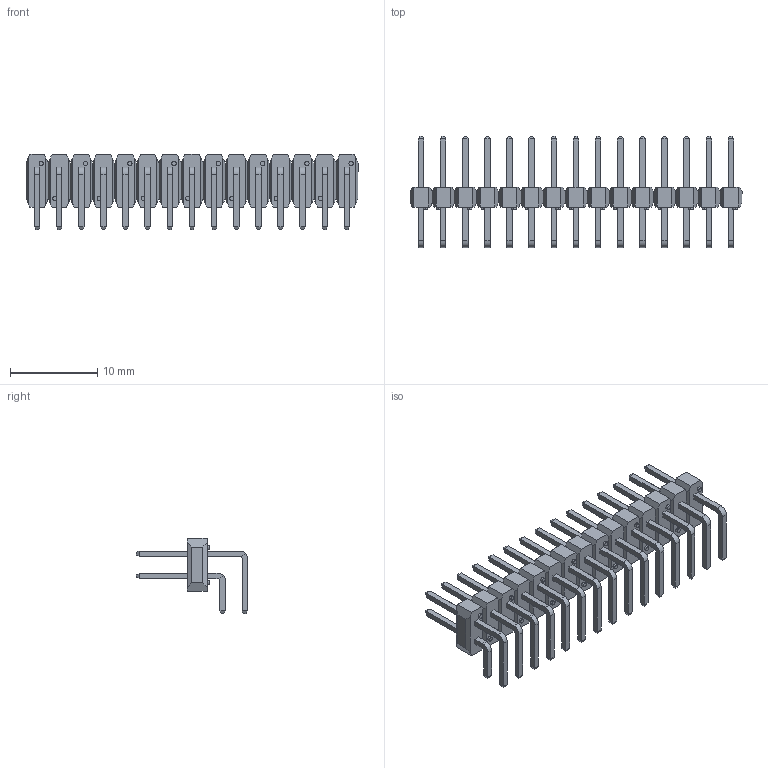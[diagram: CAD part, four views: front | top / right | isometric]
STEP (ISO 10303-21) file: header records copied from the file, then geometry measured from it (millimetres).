
FILE_DESCRIPTION (( 'STEP AP203' ), '1' );
FILE_NAME ('_ _C15DBAN.STEP', '2017-09-20T08:20:01', ( 'LUANN HERRING' ), ( 'SULLINS' ), 'SwSTEP 2.0', 'SolidWorks 2016', '' );
FILE_SCHEMA (( 'CONFIG_CONTROL_DESIGN' ));
Length unit declared in the file: inch
Products named in the file (2): _ _C15DBAN
Bounding box: 38.1 x 12.76 x 8.64 mm (x, y, z)
Volume: 651.8 mm3; surface area: 1844.8 mm2
Topology: 1 solids, 1 shells, 947 faces, 2314 edges, 1444 vertices
Faces by surface type: plane 857, cylinder 90
Entity records: 27277 total; most frequent: CARTESIAN_POINT 4707, ORIENTED_EDGE 4628, DIRECTION 4512, EDGE_CURVE 2314, LINE 2014, VECTOR 2014, VERTEX_POINT 1444, AXIS2_PLACEMENT_3D 1249
